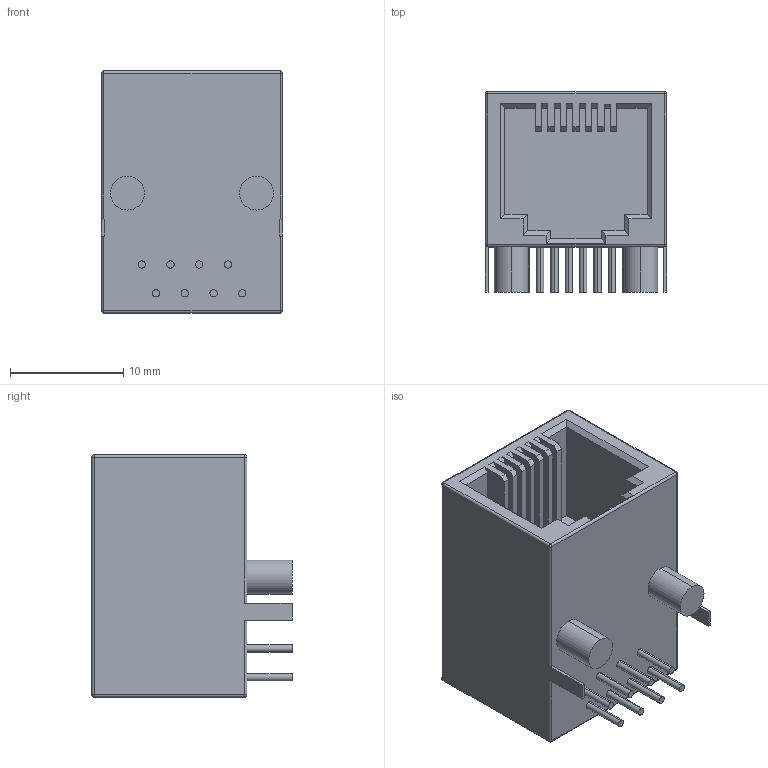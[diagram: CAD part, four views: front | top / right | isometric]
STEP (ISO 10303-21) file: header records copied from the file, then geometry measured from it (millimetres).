
FILE_DESCRIPTION (( 'STEP AP214' ), '1' );
FILE_NAME ('User Library-RJ-45 (TJ7-8P8C).STEP', '2010-01-20T09:49:17', ( 'sysAdmin' ), ( 'SolidWorks' ), 'SwSTEP 2.0', 'SolidWorks 2010', '' );
FILE_SCHEMA (( 'AUTOMOTIVE_DESIGN' ));
Length unit declared in the file: millimetre
Products named in the file (1): User Library-RJ-45 (TJ7-8P8C)
Bounding box: 16 x 17.7 x 21.4 mm (x, y, z)
Volume: 3496 mm3; surface area: 2619.6 mm2
Topology: 1 solids, 1 shells, 133 faces, 332 edges, 204 vertices
Faces by surface type: plane 91, cylinder 34, sphere 8
Entity records: 4389 total; most frequent: CARTESIAN_POINT 662, DIRECTION 660, ORIENTED_EDGE 648, EDGE_CURVE 324, VECTOR 256, LINE 256, VERTEX_POINT 204, AXIS2_PLACEMENT_3D 202
